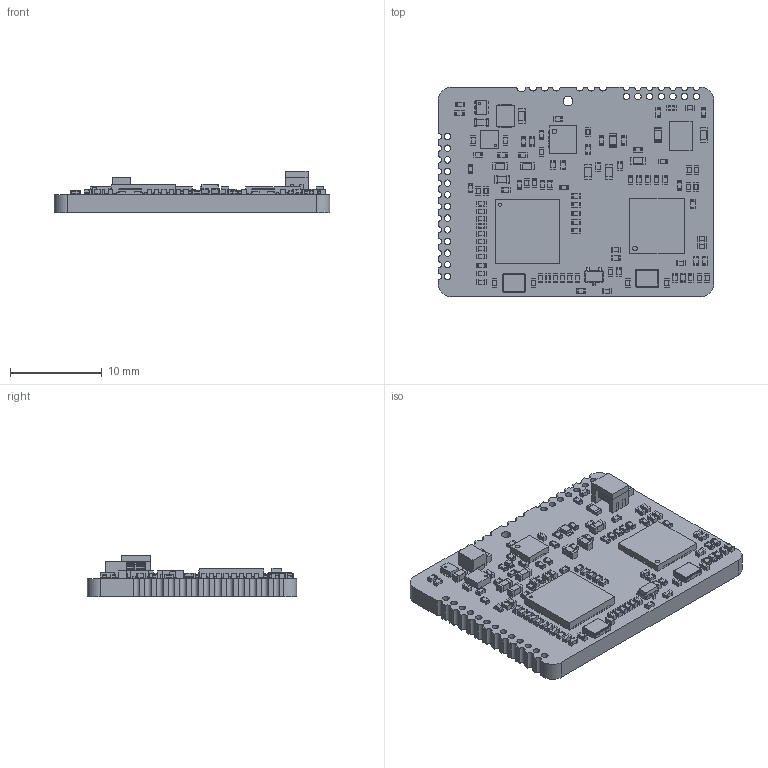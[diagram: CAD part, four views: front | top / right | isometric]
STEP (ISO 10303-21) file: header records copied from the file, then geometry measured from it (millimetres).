
FILE_DESCRIPTION(('KiCad electronic assembly'),'2;1');
FILE_NAME('BB-SPEM-A-1-NDAA 3D CAD.step','2025-07-14T20:34:50',('Pcbnew' ),('Kicad'),'Open CASCADE STEP processor 7.7', 'KiCad to STEP converter','Unknown');
FILE_SCHEMA(('AUTOMOTIVE_DESIGN { 1 0 10303 214 1 1 1 1 }'));
Length unit declared in the file: millimetre
Products named in the file (32): BB-SPEM-A-1-NDAA 3D CAD 1; R_0402_1005Metric; C_0402_1005Metric; C_0603_1608Metric; QFN-36-1EP_6x6mm_P0.5mm_EP3.7x3.7mm; QFN-36-1EP_6x6mm_Pitch0.5mm; QFN50P700X700X100-49N; RGZ48A; QFN-16-1EP_3x3mm_P0.5mm_EP1.8x1.8mm; QFN-16-1EP_3x3mm_Pitch0.5mm; SMLD2; SML-D22; DLW32MH201XK2L--3DModel-STEP-1; 1; Crystal2520; ECX-2236; LED_0402_1005Metric; WSON-6-1EP_2x2mm_P0.65mm_EP1x1.6mm; WSON_6_1EP_2x2mm_P065mm_EP1x16mm; L_2520; User Library-INDM2520X190N; SOT-563; SOT_563; SOT-323_SC-70; SOT_323_SC_70; R_0603_1608Metric; SPEBloxRevF2_PCB
Assembly tree (127 placements, depth 3):
  BB-SPEM-A-1-NDAA 3D CAD 1
    R_0402_1005Metric  x44
      R_0402_1005Metric
    C_0402_1005Metric  x43
      C_0402_1005Metric
    C_0603_1608Metric  x9
      C_0603_1608Metric
    QFN-36-1EP_6x6mm_P0.5mm_EP3.7x3.7mm
      QFN-36-1EP_6x6mm_Pitch0.5mm
    QFN50P700X700X100-49N
      RGZ48A
    QFN-16-1EP_3x3mm_P0.5mm_EP1.8x1.8mm
      QFN-16-1EP_3x3mm_Pitch0.5mm
    SMLD2
      SML-D22
    DLW32MH201XK2L--3DModel-STEP-1
      1
    Crystal2520  x2
      ECX-2236
    LED_0402_1005Metric  x3
      LED_0402_1005Metric
    WSON-6-1EP_2x2mm_P0.65mm_EP1x1.6mm
      WSON_6_1EP_2x2mm_P065mm_EP1x16mm
    L_2520
      User Library-INDM2520X190N
    SOT-563
      SOT_563
    SOT-323_SC-70
      SOT_323_SC_70
    R_0603_1608Metric
      R_0603_1608Metric
    SPEBloxRevF2_PCB
Bounding box: 30 x 22.8 x 4.55 mm (x, y, z)
Volume: 1478.2 mm3; surface area: 2489.7 mm2
Topology: 192 solids, 192 shells, 4597 faces, 11778 edges, 7658 vertices
Faces by surface type: plane 2926, cylinder 1494, torus 136, bspline 41
Full cylindrical faces by diameter (mm): 0.25 x2, 0.254 x18, 0.3 x2, 0.5 x2, 0.7 x20, 1.06 x1
Entity records: 66056 total; most frequent: CARTESIAN_POINT 11112, DIRECTION 9742, ORIENTED_EDGE 9448, EDGE_CURVE 4724, LINE 3534, VECTOR 3534, AXIS2_PLACEMENT_3D 3104, VERTEX_POINT 3018
